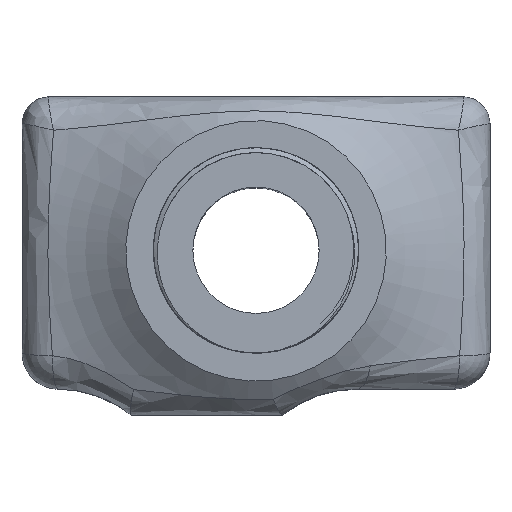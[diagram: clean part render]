
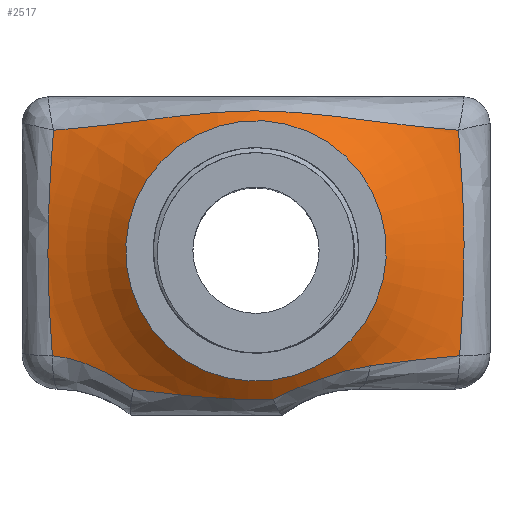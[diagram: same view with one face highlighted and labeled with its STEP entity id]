
A CAD part, top view. The second image highlights one B-rep face of the part: STEP entity #2517.
In plain terms, the highlighted toroidal (fillet/blend) face has major radius 25.804 mm and minor radius 20.2 mm.
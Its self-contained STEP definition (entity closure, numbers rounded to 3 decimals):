
#17=TOROIDAL_SURFACE('',#2690,25.804,20.2);
#166=FACE_OUTER_BOUND('',#309,.T.);
#309=EDGE_LOOP('',(#2034,#2035,#2036,#2037,#2038,#2039,#2040,#2041,#2042,
#2043,#2044));
#551=B_SPLINE_CURVE_WITH_KNOTS('',3,(#10221,#10222,#10223,#10224,#10225),
 .UNSPECIFIED.,.F.,.F.,(4,1,4),(0.,0.415,0.969),
 .UNSPECIFIED.);
#552=B_SPLINE_CURVE_WITH_KNOTS('',3,(#10227,#10228,#10229,#10230,#10231,
#10232),.UNSPECIFIED.,.F.,.F.,(4,1,1,4),(0.622,1.475,
2.104,2.732),.UNSPECIFIED.);
#553=B_SPLINE_CURVE_WITH_KNOTS('',3,(#10234,#10235,#10236,#10237,#10238,
#10239,#10240,#10241,#10242,#10243,#10244,#10245),.UNSPECIFIED.,.F.,.F.,
(4,1,1,1,1,1,1,1,1,4),(0.595,0.921,1.506,
1.799,2.091,2.384,2.677,3.262,
3.847,4.342),.UNSPECIFIED.);
#554=B_SPLINE_CURVE_WITH_KNOTS('',3,(#10248,#10249,#10250,#10251),
 .UNSPECIFIED.,.F.,.F.,(4,4),(0.426,0.595),
 .UNSPECIFIED.);
#555=B_SPLINE_CURVE_WITH_KNOTS('',3,(#10253,#10254,#10255,#10256,#10257,
#10258,#10259),.UNSPECIFIED.,.F.,.F.,(4,1,1,1,4),(0.,0.471,
0.943,1.571,2.11),.UNSPECIFIED.);
#556=B_SPLINE_CURVE_WITH_KNOTS('',3,(#10261,#10262,#10263,#10264,#10265),
 .UNSPECIFIED.,.F.,.F.,(4,1,4),(1.175,1.479,2.052),
 .UNSPECIFIED.);
#557=B_SPLINE_CURVE_WITH_KNOTS('',3,(#10267,#10268,#10269,#10270,#10271,
#10272,#10273),.UNSPECIFIED.,.F.,.F.,(4,1,1,1,4),(2.178,2.278,
2.701,3.124,3.429),.UNSPECIFIED.);
#558=B_SPLINE_CURVE_WITH_KNOTS('',3,(#10274,#10275,#10276,#10277,#10278,
#10279,#10280),.UNSPECIFIED.,.F.,.F.,(4,1,1,1,4),(0.,0.298,
0.597,0.746,0.907),.UNSPECIFIED.);
#609=CIRCLE('',#2679,12.5);
#615=CIRCLE('',#2691,20.2);
#1084=VERTEX_POINT('',#10172);
#1093=VERTEX_POINT('',#10219);
#1094=VERTEX_POINT('',#10220);
#1095=VERTEX_POINT('',#10226);
#1096=VERTEX_POINT('',#10233);
#1097=VERTEX_POINT('',#10247);
#1098=VERTEX_POINT('',#10252);
#1099=VERTEX_POINT('',#10260);
#1100=VERTEX_POINT('',#10266);
#1432=EDGE_CURVE('',#1084,#1084,#609,.T.);
#1446=EDGE_CURVE('',#1093,#1094,#551,.T.);
#1447=EDGE_CURVE('',#1095,#1093,#552,.T.);
#1448=EDGE_CURVE('',#1096,#1095,#553,.T.);
#1449=EDGE_CURVE('',#1096,#1084,#615,.T.);
#1450=EDGE_CURVE('',#1097,#1096,#554,.T.);
#1451=EDGE_CURVE('',#1098,#1097,#555,.T.);
#1452=EDGE_CURVE('',#1099,#1098,#556,.T.);
#1453=EDGE_CURVE('',#1100,#1099,#557,.T.);
#1454=EDGE_CURVE('',#1094,#1100,#558,.T.);
#2034=ORIENTED_EDGE('',*,*,#1446,.F.);
#2035=ORIENTED_EDGE('',*,*,#1447,.F.);
#2036=ORIENTED_EDGE('',*,*,#1448,.F.);
#2037=ORIENTED_EDGE('',*,*,#1449,.T.);
#2038=ORIENTED_EDGE('',*,*,#1432,.F.);
#2039=ORIENTED_EDGE('',*,*,#1449,.F.);
#2040=ORIENTED_EDGE('',*,*,#1450,.F.);
#2041=ORIENTED_EDGE('',*,*,#1451,.F.);
#2042=ORIENTED_EDGE('',*,*,#1452,.F.);
#2043=ORIENTED_EDGE('',*,*,#1453,.F.);
#2044=ORIENTED_EDGE('',*,*,#1454,.F.);
#2517=ADVANCED_FACE('',(#166),#17,.F.);
#2679=AXIS2_PLACEMENT_3D('',#10173,#3040,#3041);
#2690=AXIS2_PLACEMENT_3D('',#10218,#3067,#3068);
#2691=AXIS2_PLACEMENT_3D('',#10246,#3069,#3070);
#3040=DIRECTION('center_axis',(0.,0.,1.));
#3041=DIRECTION('ref_axis',(-1.,0.,0.));
#3067=DIRECTION('center_axis',(0.,0.,1.));
#3068=DIRECTION('ref_axis',(0.837,-0.547,0.));
#3069=DIRECTION('center_axis',(-0.547,-0.837,0.));
#3070=DIRECTION('ref_axis',(-0.837,0.547,0.));
#10172=CARTESIAN_POINT('',(-10.463,6.839,11.));
#10173=CARTESIAN_POINT('Origin',(0.,0.,11.));
#10218=CARTESIAN_POINT('Origin',(0.,0.,26.2));
#10219=CARTESIAN_POINT('',(19.54,-10.054,6.366));
#10220=CARTESIAN_POINT('',(10.964,-11.01,8.803));
#10221=CARTESIAN_POINT('Ctrl Pts',(19.54,-10.054,6.366));
#10222=CARTESIAN_POINT('Ctrl Pts',(18.326,-10.153,6.566));
#10223=CARTESIAN_POINT('Ctrl Pts',(15.493,-10.416,7.212));
#10224=CARTESIAN_POINT('Ctrl Pts',(12.654,-10.774,8.198));
#10225=CARTESIAN_POINT('Ctrl Pts',(10.964,-11.01,8.803));
#10226=CARTESIAN_POINT('',(19.425,11.583,6.253));
#10227=CARTESIAN_POINT('Ctrl Pts',(19.425,11.583,6.253));
#10228=CARTESIAN_POINT('Ctrl Pts',(19.641,8.804,6.451));
#10229=CARTESIAN_POINT('Ctrl Pts',(19.991,3.781,6.902));
#10230=CARTESIAN_POINT('Ctrl Pts',(19.965,-3.707,6.864));
#10231=CARTESIAN_POINT('Ctrl Pts',(19.692,-7.98,6.523));
#10232=CARTESIAN_POINT('Ctrl Pts',(19.54,-10.054,6.366));
#10233=CARTESIAN_POINT('',(-17.925,11.716,6.483));
#10234=CARTESIAN_POINT('Ctrl Pts',(-17.925,11.716,6.483));
#10235=CARTESIAN_POINT('Ctrl Pts',(-16.954,11.806,6.652));
#10236=CARTESIAN_POINT('Ctrl Pts',(-14.23,12.081,7.237));
#10237=CARTESIAN_POINT('Ctrl Pts',(-10.566,12.547,8.34));
#10238=CARTESIAN_POINT('Ctrl Pts',(-6.672,13.037,9.408));
#10239=CARTESIAN_POINT('Ctrl Pts',(-3.476,13.35,10.048));
#10240=CARTESIAN_POINT('Ctrl Pts',(-0.003,13.489,
10.314));
#10241=CARTESIAN_POINT('Ctrl Pts',(4.645,13.302,9.958));
#10242=CARTESIAN_POINT('Ctrl Pts',(9.686,12.652,8.598));
#10243=CARTESIAN_POINT('Ctrl Pts',(14.738,12.02,7.088));
#10244=CARTESIAN_POINT('Ctrl Pts',(17.958,11.707,6.445));
#10245=CARTESIAN_POINT('Ctrl Pts',(19.425,11.583,6.253));
#10246=CARTESIAN_POINT('Origin',(-21.6,14.118,26.2));
#10247=CARTESIAN_POINT('',(-19.425,11.583,6.253));
#10248=CARTESIAN_POINT('Ctrl Pts',(-19.424,11.583,6.253));
#10249=CARTESIAN_POINT('Ctrl Pts',(-18.926,11.625,6.318));
#10250=CARTESIAN_POINT('Ctrl Pts',(-18.426,11.669,6.395));
#10251=CARTESIAN_POINT('Ctrl Pts',(-17.925,11.716,6.483));
#10252=CARTESIAN_POINT('',(-19.54,-10.054,6.366));
#10253=CARTESIAN_POINT('Ctrl Pts',(-19.54,-10.054,6.366));
#10254=CARTESIAN_POINT('Ctrl Pts',(-19.654,-8.498,6.484));
#10255=CARTESIAN_POINT('Ctrl Pts',(-19.862,-5.321,
6.732));
#10256=CARTESIAN_POINT('Ctrl Pts',(-20.02,0.189,
6.939));
#10257=CARTESIAN_POINT('Ctrl Pts',(-19.844,5.944,6.707));
#10258=CARTESIAN_POINT('Ctrl Pts',(-19.561,9.83,6.379));
#10259=CARTESIAN_POINT('Ctrl Pts',(-19.425,11.583,6.253));
#10260=CARTESIAN_POINT('',(-11.742,-13.297,7.677));
#10261=CARTESIAN_POINT('Ctrl Pts',(-11.742,-13.297,
7.677));
#10262=CARTESIAN_POINT('Ctrl Pts',(-12.632,-12.667,
7.622));
#10263=CARTESIAN_POINT('Ctrl Pts',(-15.27,-11.038,
7.267));
#10264=CARTESIAN_POINT('Ctrl Pts',(-17.863,-10.211,
6.64));
#10265=CARTESIAN_POINT('Ctrl Pts',(-19.54,-10.054,
6.366));
#10266=CARTESIAN_POINT('',(1.646,-14.227,9.582));
#10267=CARTESIAN_POINT('Ctrl Pts',(1.646,-14.227,9.582));
#10268=CARTESIAN_POINT('Ctrl Pts',(1.261,-14.239,9.605));
#10269=CARTESIAN_POINT('Ctrl Pts',(-0.764,-14.282,
9.686));
#10270=CARTESIAN_POINT('Ctrl Pts',(-4.442,-14.128,
9.398));
#10271=CARTESIAN_POINT('Ctrl Pts',(-8.44,-13.69,
8.516));
#10272=CARTESIAN_POINT('Ctrl Pts',(-10.78,-13.41,
7.92));
#10273=CARTESIAN_POINT('Ctrl Pts',(-11.742,-13.297,
7.68));
#10274=CARTESIAN_POINT('Ctrl Pts',(10.964,-11.01,8.803));
#10275=CARTESIAN_POINT('Ctrl Pts',(10.054,-11.138,9.129));
#10276=CARTESIAN_POINT('Ctrl Pts',(8.147,-11.579,9.765));
#10277=CARTESIAN_POINT('Ctrl Pts',(5.392,-12.563,10.123));
#10278=CARTESIAN_POINT('Ctrl Pts',(3.18,-13.483,9.94));
#10279=CARTESIAN_POINT('Ctrl Pts',(2.151,-13.968,9.718));
#10280=CARTESIAN_POINT('Ctrl Pts',(1.646,-14.227,9.581));
